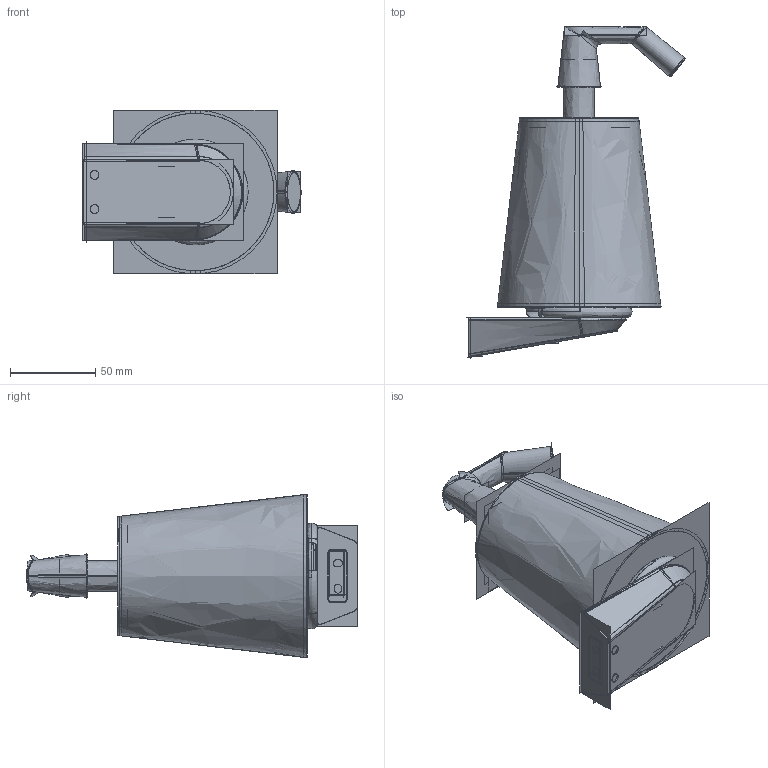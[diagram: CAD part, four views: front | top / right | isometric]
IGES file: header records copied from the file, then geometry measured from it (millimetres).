
Start section:  PTC IGES file: prt0001.igs
Global section: file name: prt0001.igs; native system: Pro/ENGINEER by Parametric Technology Corporation; preprocessor: 2010040; author: gnicolini; organization: Unknown; date: 20140310.110053; units: millimetre
Bounding box: 127.91 x 194.62 x 96.12 mm (x, y, z)
Surface area: 184941.1 mm2 (no closed solid volume)
Topology: 0 solids, 0 shells, 408 faces, 3426 edges, 5001 vertices
Faces by surface type: bspline 408
